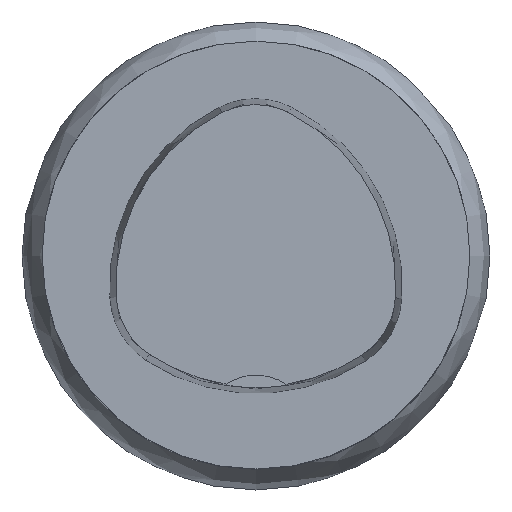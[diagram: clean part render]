
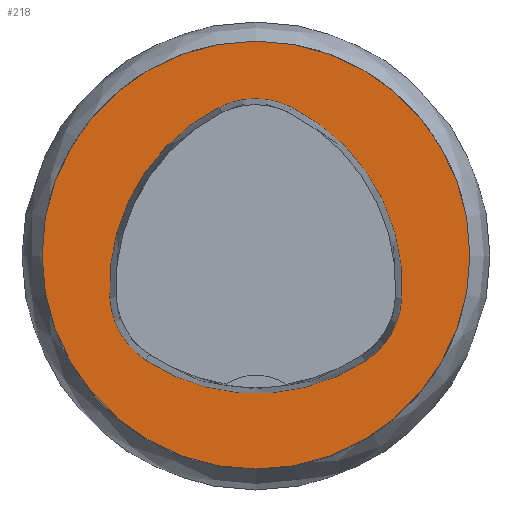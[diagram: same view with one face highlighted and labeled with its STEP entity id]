
A CAD part, top view. The second image highlights one B-rep face of the part: STEP entity #218.
In plain terms, the highlighted planar face has unit normal (0, 0, 1).
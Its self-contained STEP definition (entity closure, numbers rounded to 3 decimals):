
#196=FACE_BOUND('',#307,.T.);
#197=FACE_BOUND('',#308,.T.);
#218=ADVANCED_FACE('',(#196,#197),#237,.T.);
#237=PLANE('',#726);
#307=EDGE_LOOP('',(#398,#399,#400,#401,#402,#403));
#308=EDGE_LOOP('',(#404));
#398=ORIENTED_EDGE('',*,*,#536,.T.);
#399=ORIENTED_EDGE('',*,*,#516,.T.);
#400=ORIENTED_EDGE('',*,*,#520,.T.);
#401=ORIENTED_EDGE('',*,*,#523,.T.);
#402=ORIENTED_EDGE('',*,*,#526,.T.);
#403=ORIENTED_EDGE('',*,*,#534,.T.);
#404=ORIENTED_EDGE('',*,*,#507,.F.);
#462=VERTEX_POINT('',#998);
#471=VERTEX_POINT('',#1017);
#472=VERTEX_POINT('',#1018);
#475=VERTEX_POINT('',#1026);
#477=VERTEX_POINT('',#1032);
#479=VERTEX_POINT('',#1038);
#486=VERTEX_POINT('',#1059);
#507=EDGE_CURVE('',#462,#462,#559,.T.);
#516=EDGE_CURVE('',#471,#472,#560,.T.);
#520=EDGE_CURVE('',#472,#475,#562,.T.);
#523=EDGE_CURVE('',#475,#477,#564,.T.);
#526=EDGE_CURVE('',#477,#479,#566,.T.);
#534=EDGE_CURVE('',#479,#486,#570,.T.);
#536=EDGE_CURVE('',#486,#471,#572,.T.);
#559=CIRCLE('',#698,16.);
#560=CIRCLE('',#704,15.);
#562=CIRCLE('',#707,6.);
#564=CIRCLE('',#710,15.);
#566=CIRCLE('',#713,6.);
#570=CIRCLE('',#718,15.);
#572=CIRCLE('',#721,6.);
#698=AXIS2_PLACEMENT_3D('',#997,#818,#819);
#704=AXIS2_PLACEMENT_3D('',#1016,#834,#835);
#707=AXIS2_PLACEMENT_3D('',#1025,#842,#843);
#710=AXIS2_PLACEMENT_3D('',#1031,#849,#850);
#713=AXIS2_PLACEMENT_3D('',#1037,#856,#857);
#718=AXIS2_PLACEMENT_3D('',#1060,#868,#869);
#721=AXIS2_PLACEMENT_3D('',#1063,#874,#875);
#726=AXIS2_PLACEMENT_3D('',#1068,#884,#885);
#818=DIRECTION('',(0.,0.,-1.));
#819=DIRECTION('',(-1.,0.,0.));
#834=DIRECTION('',(0.,0.,-1.));
#835=DIRECTION('',(-1.,0.,0.));
#842=DIRECTION('',(0.,0.,-1.));
#843=DIRECTION('',(-1.,0.,0.));
#849=DIRECTION('',(0.,0.,-1.));
#850=DIRECTION('',(-1.,0.,0.));
#856=DIRECTION('',(0.,0.,-1.));
#857=DIRECTION('',(-1.,0.,0.));
#868=DIRECTION('',(0.,0.,-1.));
#869=DIRECTION('',(-1.,0.,0.));
#874=DIRECTION('',(0.,0.,-1.));
#875=DIRECTION('',(-1.,0.,0.));
#884=DIRECTION('',(0.,0.,1.));
#885=DIRECTION('',(1.,0.,0.));
#997=CARTESIAN_POINT('',(0.,0.,0.));
#998=CARTESIAN_POINT('',(-16.,0.,0.));
#1016=CARTESIAN_POINT('',(4.048,-2.316,0.));
#1017=CARTESIAN_POINT('',(-10.926,-3.206,0.));
#1018=CARTESIAN_POINT('',(-2.774,11.043,0.));
#1025=CARTESIAN_POINT('',(-0.045,5.7,0.));
#1026=CARTESIAN_POINT('',(2.638,11.066,0.));
#1031=CARTESIAN_POINT('',(-4.07,-2.35,0.));
#1032=CARTESIAN_POINT('',(10.903,-3.249,0.));
#1037=CARTESIAN_POINT('',(4.914,-2.889,0.));
#1038=CARTESIAN_POINT('',(8.177,-7.924,0.));
#1059=CARTESIAN_POINT('',(-8.24,-7.859,0.));
#1060=CARTESIAN_POINT('',(0.019,4.663,0.));
#1063=CARTESIAN_POINT('',(-4.936,-2.85,0.));
#1068=CARTESIAN_POINT('',(0.,0.,0.));
